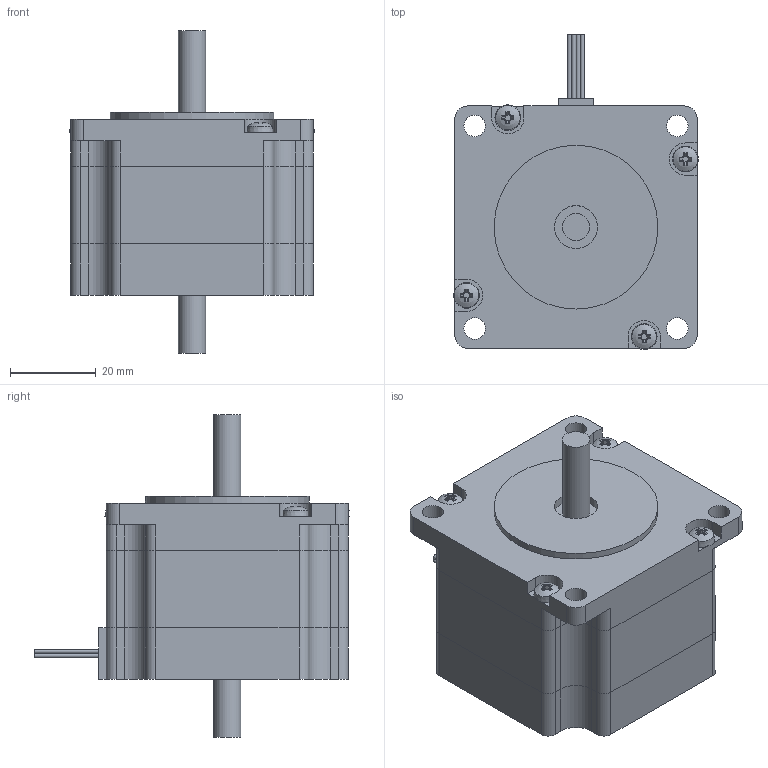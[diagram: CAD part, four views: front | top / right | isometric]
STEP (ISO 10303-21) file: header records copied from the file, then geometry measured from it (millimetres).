
FILE_DESCRIPTION(/* description */ (''),/* implementation_level */ '2;1');
FILE_NAME(/* name */ 'ST5918X3008-B.stp',/* time_stamp */ '2017-02-07T14:35:02+01:00',/* author */ ('schneid_cad'),/* organization */ (''),/* preprocessor_version */ 'ST-DEVELOPER v16.5',/* originating_system */ 'Autodesk Inventor 2017',/* authorisation */ '');
FILE_SCHEMA (('AUTOMOTIVE_DESIGN { 1 0 10303 214 3 1 1 }'));
Length unit declared in the file: millimetre
Products named in the file (1): ST5918X1008-B
Bounding box: 56.94 x 73.37 x 75.1 mm (x, y, z)
Volume: 120497.9 mm3; surface area: 29418 mm2
Topology: 17 solids, 17 shells, 318 faces, 805 edges, 517 vertices
Faces by surface type: plane 160, cylinder 88, cone 62, sphere 4, torus 4
Full cylindrical faces by diameter (mm): 1 x1, 2.013 x2, 2.75 x4, 3 x4, 3.2 x4, 5 x4, 6.35 x3, 10 x1, 38.1 x1
Entity records: 9497 total; most frequent: CARTESIAN_POINT 1737, DIRECTION 1644, ORIENTED_EDGE 1520, EDGE_CURVE 750, AXIS2_PLACEMENT_3D 639, VERTEX_POINT 508, EDGE_LOOP 390, LINE 366
